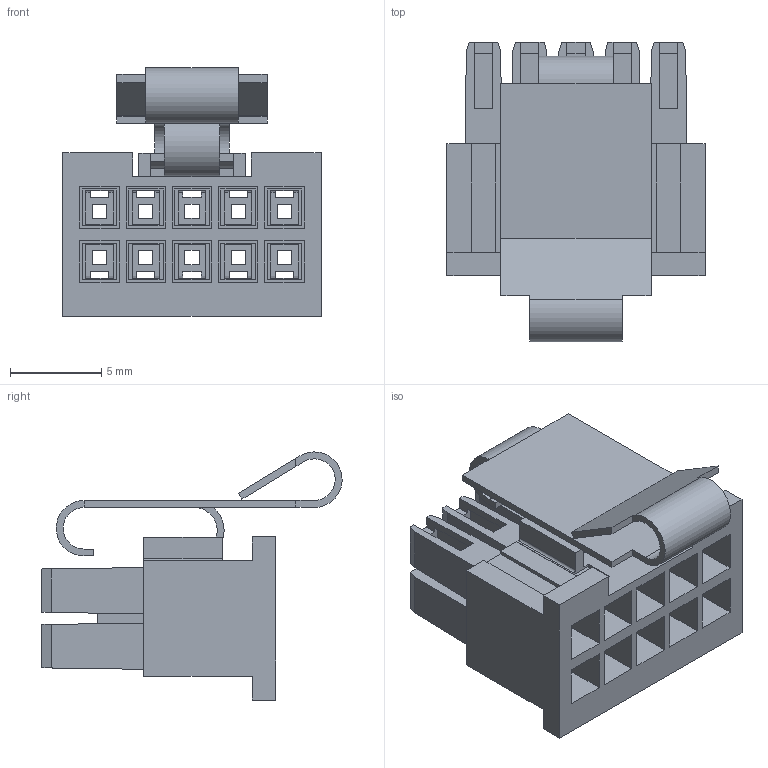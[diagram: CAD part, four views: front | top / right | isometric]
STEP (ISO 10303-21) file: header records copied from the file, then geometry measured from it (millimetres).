
FILE_DESCRIPTION( ( 'STEP AP214' ), '1' );
FILE_NAME( 'IPD1-05-D-M.stp', '2019-03-29T09:37:19', ( '' ), ( '' ), ' ', 'PARTsolutions', ' ' );
FILE_SCHEMA( ( 'AUTOMOTIVE_DESIGN { 1 0 10303 214 1 1 1 1 }' ) );
Length unit declared in the file: inch
Products named in the file (1): _IPD1-05-D-M
Bounding box: 14.17 x 16.48 x 13.63 mm (x, y, z)
Volume: 584.7 mm3; surface area: 2403.8 mm2
Topology: 1 solids, 1 shells, 422 faces, 1214 edges, 808 vertices
Faces by surface type: plane 413, cylinder 9
Entity records: 17024 total; most frequent: CARTESIAN_POINT 2445, ORIENTED_EDGE 2428, DIRECTION 2078, EDGE_CURVE 1214, LINE 1196, VECTOR 1196, VERTEX_POINT 808, EDGE_LOOP 480
